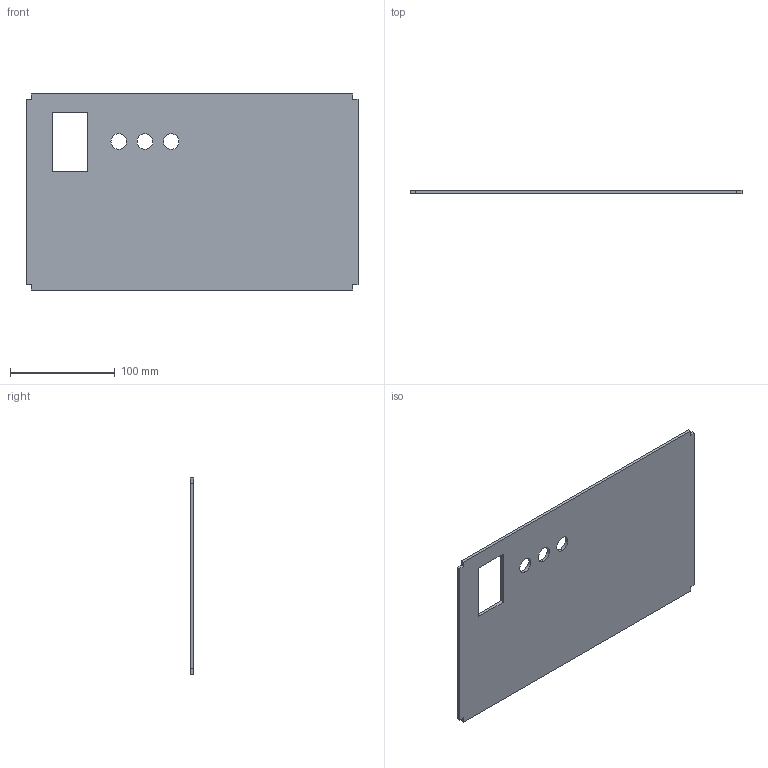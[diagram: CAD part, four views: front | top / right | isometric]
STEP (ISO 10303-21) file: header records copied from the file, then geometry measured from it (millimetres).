
FILE_DESCRIPTION((''),'2;1');
FILE_NAME('ROB-CEVE-P22','2021-05-06T11:04:53',('kevin'),(''),'CREO PARAMETRIC BY PTC INC, 2016390','CREO PARAMETRIC BY PTC INC, 2016390','');
FILE_SCHEMA(('CONFIG_CONTROL_DESIGN'));
Length unit declared in the file: millimetre
Products named in the file (1): ROB-CEVE-P22
Bounding box: 317.5 x 3 x 187.5 mm (x, y, z)
Volume: 171012.9 mm3; surface area: 118002.7 mm2
Topology: 1 solids, 1 shells, 24 faces, 66 edges, 44 vertices
Faces by surface type: plane 18, cylinder 6
Entity records: 816 total; most frequent: CARTESIAN_POINT 134, ORIENTED_EDGE 132, DIRECTION 126, EDGE_CURVE 66, VECTOR 54, LINE 54, VERTEX_POINT 44, AXIS2_PLACEMENT_3D 36
